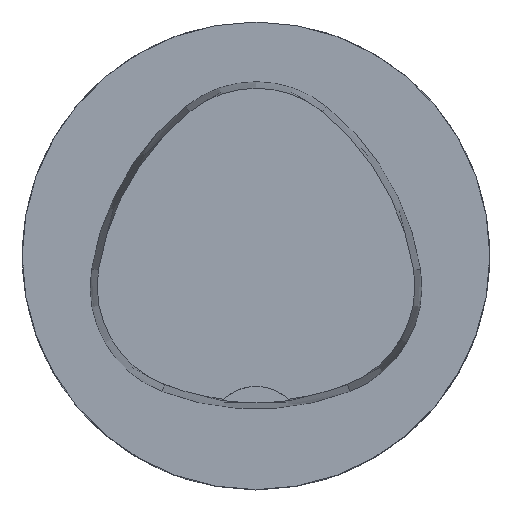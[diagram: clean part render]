
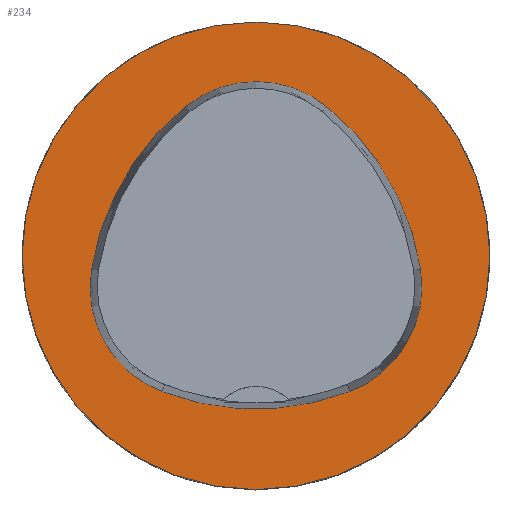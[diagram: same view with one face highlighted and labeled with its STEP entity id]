
A CAD part, top view. The second image highlights one B-rep face of the part: STEP entity #234.
In plain terms, the highlighted planar face has unit normal (0, 0, 1).
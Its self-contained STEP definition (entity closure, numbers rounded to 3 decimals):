
#135=FACE_BOUND('',#453,.T.);
#136=FACE_BOUND('',#454,.T.);
#179=CIRCLE('',#1690,25.);
#180=CIRCLE('',#1696,28.);
#182=CIRCLE('',#1699,12.);
#184=CIRCLE('',#1702,28.);
#186=CIRCLE('',#1705,12.);
#190=CIRCLE('',#1710,28.);
#192=CIRCLE('',#1713,12.);
#234=ADVANCED_FACE('',(#135,#136),#302,.T.);
#302=PLANE('',#1718);
#453=EDGE_LOOP('',(#711,#712,#713,#714,#715,#716));
#454=EDGE_LOOP('',(#717));
#711=ORIENTED_EDGE('',*,*,#1223,.T.);
#712=ORIENTED_EDGE('',*,*,#1203,.T.);
#713=ORIENTED_EDGE('',*,*,#1207,.T.);
#714=ORIENTED_EDGE('',*,*,#1210,.T.);
#715=ORIENTED_EDGE('',*,*,#1213,.T.);
#716=ORIENTED_EDGE('',*,*,#1221,.T.);
#717=ORIENTED_EDGE('',*,*,#1194,.F.);
#1032=VERTEX_POINT('',#2469);
#1041=VERTEX_POINT('',#2488);
#1042=VERTEX_POINT('',#2489);
#1045=VERTEX_POINT('',#2497);
#1047=VERTEX_POINT('',#2503);
#1049=VERTEX_POINT('',#2509);
#1056=VERTEX_POINT('',#2530);
#1194=EDGE_CURVE('',#1032,#1032,#179,.T.);
#1203=EDGE_CURVE('',#1041,#1042,#180,.T.);
#1207=EDGE_CURVE('',#1042,#1045,#182,.T.);
#1210=EDGE_CURVE('',#1045,#1047,#184,.T.);
#1213=EDGE_CURVE('',#1047,#1049,#186,.T.);
#1221=EDGE_CURVE('',#1049,#1056,#190,.T.);
#1223=EDGE_CURVE('',#1056,#1041,#192,.T.);
#1690=AXIS2_PLACEMENT_3D('',#2468,#1942,#1943);
#1696=AXIS2_PLACEMENT_3D('',#2487,#1958,#1959);
#1699=AXIS2_PLACEMENT_3D('',#2496,#1966,#1967);
#1702=AXIS2_PLACEMENT_3D('',#2502,#1973,#1974);
#1705=AXIS2_PLACEMENT_3D('',#2508,#1980,#1981);
#1710=AXIS2_PLACEMENT_3D('',#2531,#1992,#1993);
#1713=AXIS2_PLACEMENT_3D('',#2534,#1998,#1999);
#1718=AXIS2_PLACEMENT_3D('',#2539,#2008,#2009);
#1942=DIRECTION('',(0.,0.,-1.));
#1943=DIRECTION('',(-1.,0.,0.));
#1958=DIRECTION('',(0.,0.,-1.));
#1959=DIRECTION('',(-1.,0.,0.));
#1966=DIRECTION('',(0.,0.,-1.));
#1967=DIRECTION('',(-1.,0.,0.));
#1973=DIRECTION('',(0.,0.,-1.));
#1974=DIRECTION('',(-1.,0.,0.));
#1980=DIRECTION('',(0.,0.,-1.));
#1981=DIRECTION('',(-1.,0.,0.));
#1992=DIRECTION('',(0.,0.,-1.));
#1993=DIRECTION('',(-1.,0.,0.));
#1998=DIRECTION('',(0.,0.,-1.));
#1999=DIRECTION('',(-1.,0.,0.));
#2008=DIRECTION('',(0.,0.,1.));
#2009=DIRECTION('',(1.,0.,0.));
#2468=CARTESIAN_POINT('',(0.,0.,0.));
#2469=CARTESIAN_POINT('',(-25.,0.,0.));
#2487=CARTESIAN_POINT('',(10.068,-5.824,0.));
#2488=CARTESIAN_POINT('',(-17.584,-1.424,0.));
#2489=CARTESIAN_POINT('',(-7.531,15.953,0.));
#2496=CARTESIAN_POINT('',(0.011,6.62,0.));
#2497=CARTESIAN_POINT('',(7.567,15.942,0.));
#2502=CARTESIAN_POINT('',(-10.063,-5.81,0.));
#2503=CARTESIAN_POINT('',(17.59,-1.418,0.));
#2508=CARTESIAN_POINT('',(5.739,-3.3,0.));
#2509=CARTESIAN_POINT('',(10.05,-14.499,0.));
#2530=CARTESIAN_POINT('',(-10.025,-14.516,0.));
#2531=CARTESIAN_POINT('',(-0.01,11.631,0.));
#2534=CARTESIAN_POINT('',(-5.733,-3.31,0.));
#2539=CARTESIAN_POINT('',(0.,0.,0.));
